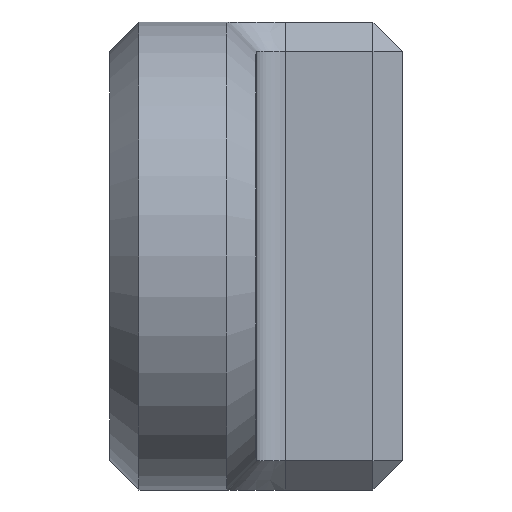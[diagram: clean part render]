
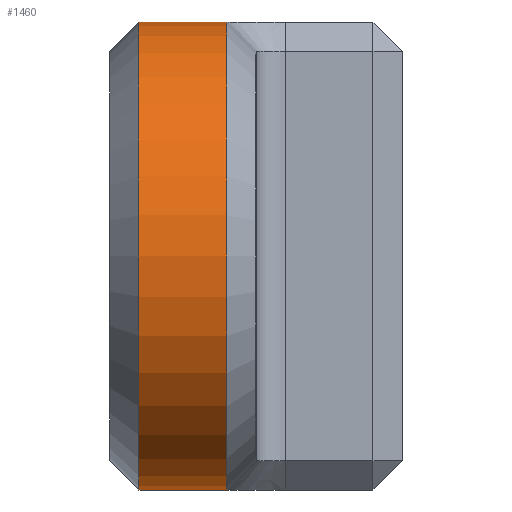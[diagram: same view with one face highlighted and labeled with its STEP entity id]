
A CAD part, left-side view. The second image highlights one B-rep face of the part: STEP entity #1460.
In plain terms, the highlighted cylindrical face has radius 8 mm (diameter 16 mm), a partial arc.
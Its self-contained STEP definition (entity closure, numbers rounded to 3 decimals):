
#100 = CARTESIAN_POINT ( 'NONE',  ( 137.272, -3.687, -38.729 ) ) ;
#101 = DIRECTION ( 'NONE',  ( 0., -1., 0. ) ) ;
#102 = DIRECTION ( 'NONE',  ( 0., 0., 1. ) ) ;
#116 = CARTESIAN_POINT ( 'NONE',  ( 137.272, -2.687, -30.729 ) ) ;
#117 = CARTESIAN_POINT ( 'NONE',  ( 137.272, -6.687, -38.729 ) ) ;
#118 = DIRECTION ( 'NONE',  ( 0., 1., 0. ) ) ;
#119 = DIRECTION ( 'NONE',  ( 0., 0., 1. ) ) ;
#122 = DIRECTION ( 'NONE',  ( 0., -1., 0. ) ) ;
#140 = CARTESIAN_POINT ( 'NONE',  ( 137.272, -2.687, -46.729 ) ) ;
#141 = DIRECTION ( 'NONE',  ( 0., -1., 0. ) ) ;
#203 = CARTESIAN_POINT ( 'NONE',  ( 137.272, -3.687, -30.729 ) ) ;
#209 = CARTESIAN_POINT ( 'NONE',  ( 137.272, -6.687, -46.729 ) ) ;
#211 = CARTESIAN_POINT ( 'NONE',  ( 137.272, -6.687, -30.729 ) ) ;
#212 = CARTESIAN_POINT ( 'NONE',  ( 137.272, -3.687, -46.729 ) ) ;
#299 = DIRECTION ( 'NONE',  ( 0., 0., -1. ) ) ;
#303 = DIRECTION ( 'NONE',  ( 0., -1., 0. ) ) ;
#304 = CARTESIAN_POINT ( 'NONE',  ( 137.272, -2.687, -38.729 ) ) ;
#560 = EDGE_CURVE ( 'NONE', #1096, #1106, #905, .T. ) ;
#566 = EDGE_CURVE ( 'NONE', #1103, #1105, #896, .T. ) ;
#569 = EDGE_CURVE ( 'NONE', #1096, #1105, #898, .T. ) ;
#577 = EDGE_CURVE ( 'NONE', #1106, #1103, #878, .T. ) ;
#619 = AXIS2_PLACEMENT_3D ( 'NONE', #100, #101, #102 ) ;
#623 = AXIS2_PLACEMENT_3D ( 'NONE', #117, #118, #119 ) ;
#646 = AXIS2_PLACEMENT_3D ( 'NONE', #304, #303, #299 ) ;
#816 = CYLINDRICAL_SURFACE ( 'NONE', #646, 8. ) ;
#821 = FACE_OUTER_BOUND ( 'NONE', #1343, .T. ) ;
#875 = VECTOR ( 'NONE', #141, 1000. ) ;
#878 = LINE ( 'NONE', #140, #875 ) ;
#889 = VECTOR ( 'NONE', #122, 1000. ) ;
#896 = CIRCLE ( 'NONE', #623, 8. ) ;
#898 = LINE ( 'NONE', #116, #889 ) ;
#905 = CIRCLE ( 'NONE', #619, 8. ) ;
#1096 = VERTEX_POINT ( 'NONE', #203 ) ;
#1103 = VERTEX_POINT ( 'NONE', #209 ) ;
#1105 = VERTEX_POINT ( 'NONE', #211 ) ;
#1106 = VERTEX_POINT ( 'NONE', #212 ) ;
#1250 = ORIENTED_EDGE ( 'NONE', *, *, #566, .T. ) ;
#1251 = ORIENTED_EDGE ( 'NONE', *, *, #577, .T. ) ;
#1252 = ORIENTED_EDGE ( 'NONE', *, *, #560, .T. ) ;
#1253 = ORIENTED_EDGE ( 'NONE', *, *, #569, .F. ) ;
#1343 = EDGE_LOOP ( 'NONE', ( #1253, #1252, #1251, #1250 ) ) ;
#1460 = ADVANCED_FACE ( 'NONE', ( #821 ), #816, .T. ) ;
